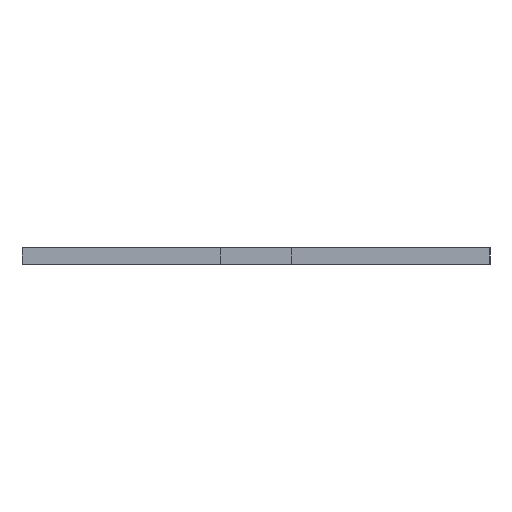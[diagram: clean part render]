
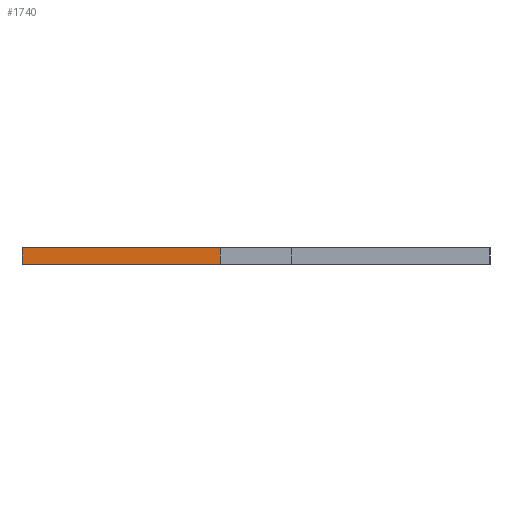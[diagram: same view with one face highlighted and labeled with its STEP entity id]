
A CAD part, left-side view. The second image highlights one B-rep face of the part: STEP entity #1740.
In plain terms, the highlighted planar face has unit normal (-1, 0, 0).
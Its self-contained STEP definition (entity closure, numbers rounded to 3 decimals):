
#48=FACE_OUTER_BOUND('',#136,.T.);
#136=EDGE_LOOP('',(#1305,#1306,#1307,#1308));
#195=LINE('',#2338,#447);
#286=LINE('',#2523,#538);
#298=LINE('',#2539,#550);
#299=LINE('',#2541,#551);
#447=VECTOR('',#1906,10.);
#538=VECTOR('',#2055,10.);
#550=VECTOR('',#2069,10.);
#551=VECTOR('',#2072,10.);
#699=VERTEX_POINT('',#2335);
#700=VERTEX_POINT('',#2337);
#765=VERTEX_POINT('',#2521);
#767=VERTEX_POINT('',#2531);
#867=EDGE_CURVE('',#699,#700,#195,.T.);
#958=EDGE_CURVE('',#699,#765,#286,.T.);
#970=EDGE_CURVE('',#700,#767,#298,.T.);
#971=EDGE_CURVE('',#765,#767,#299,.T.);
#1305=ORIENTED_EDGE('',*,*,#971,.T.);
#1306=ORIENTED_EDGE('',*,*,#970,.F.);
#1307=ORIENTED_EDGE('',*,*,#867,.F.);
#1308=ORIENTED_EDGE('',*,*,#958,.T.);
#1652=PLANE('',#1843);
#1740=ADVANCED_FACE('',(#48),#1652,.T.);
#1843=AXIS2_PLACEMENT_3D('',#2540,#2070,#2071);
#1906=DIRECTION('',(0.,0.,1.));
#2055=DIRECTION('',(0.,-1.,0.));
#2069=DIRECTION('',(0.,-1.,0.));
#2070=DIRECTION('center_axis',(-1.,0.,0.));
#2071=DIRECTION('ref_axis',(0.,-1.,0.));
#2072=DIRECTION('',(0.,0.,1.));
#2335=CARTESIAN_POINT('',(-47.99,14.,0.));
#2337=CARTESIAN_POINT('',(-47.99,14.,1.));
#2338=CARTESIAN_POINT('',(-47.99,14.,0.));
#2521=CARTESIAN_POINT('',(-47.99,2.15,0.));
#2523=CARTESIAN_POINT('',(-47.99,14.,0.));
#2531=CARTESIAN_POINT('',(-47.99,2.15,1.));
#2539=CARTESIAN_POINT('',(-47.99,14.,1.));
#2540=CARTESIAN_POINT('Origin',(-47.99,14.,0.));
#2541=CARTESIAN_POINT('',(-47.99,2.15,0.5));
